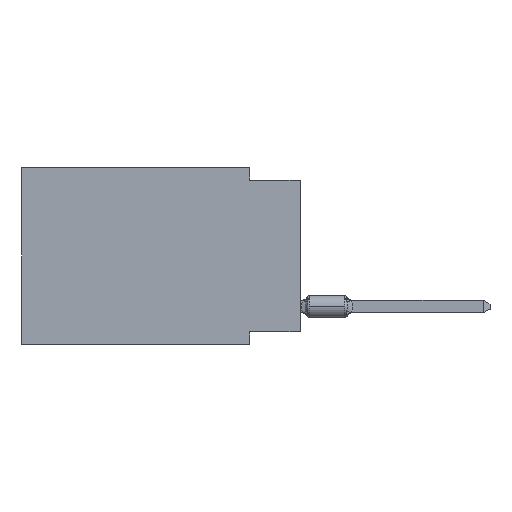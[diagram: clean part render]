
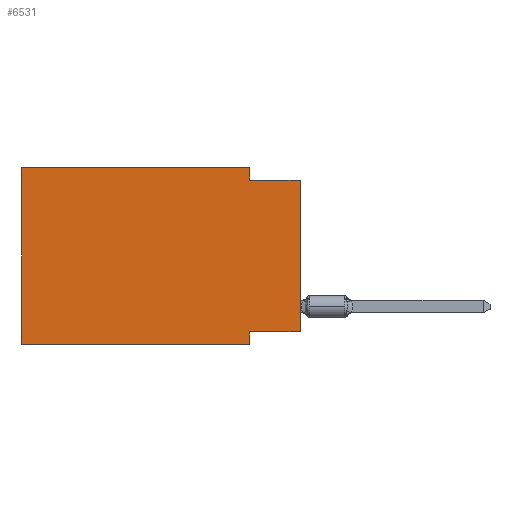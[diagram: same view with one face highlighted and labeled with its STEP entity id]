
A CAD part, left-side view. The second image highlights one B-rep face of the part: STEP entity #6531.
In plain terms, the highlighted planar face has unit normal (-1, 0, 0).
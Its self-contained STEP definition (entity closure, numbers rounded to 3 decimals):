
#749 = CARTESIAN_POINT ( 'NONE',  ( 0., 0., -0.635 ) ) ;
#794 = CARTESIAN_POINT ( 'NONE',  ( 0., 2.54, -8.255 ) ) ;
#804 = EDGE_CURVE ( 'NONE', #14198, #14673, #9642, .T. ) ;
#1653 = CARTESIAN_POINT ( 'NONE',  ( 0., 2.54, 0. ) ) ;
#1693 = PLANE ( 'NONE',  #14300 ) ;
#1978 = CARTESIAN_POINT ( 'NONE',  ( 0., 2.54, 0. ) ) ;
#2671 = ORIENTED_EDGE ( 'NONE', *, *, #5742, .F. ) ;
#2710 = ORIENTED_EDGE ( 'NONE', *, *, #7920, .T. ) ;
#3213 = EDGE_CURVE ( 'NONE', #5263, #15748, #17304, .T. ) ;
#3470 = VECTOR ( 'NONE', #18886, 1000. ) ;
#3629 = LINE ( 'NONE', #19558, #6519 ) ;
#3750 = DIRECTION ( 'NONE',  ( 1., 0., 0. ) ) ;
#3902 = CARTESIAN_POINT ( 'NONE',  ( 0., 2.54, -8.89 ) ) ;
#3979 = LINE ( 'NONE', #5790, #20971 ) ;
#4751 = ORIENTED_EDGE ( 'NONE', *, *, #804, .F. ) ;
#5044 = CARTESIAN_POINT ( 'NONE',  ( 0., 13.97, 0. ) ) ;
#5263 = VERTEX_POINT ( 'NONE', #11340 ) ;
#5742 = EDGE_CURVE ( 'NONE', #24120, #22897, #13613, .T. ) ;
#5790 = CARTESIAN_POINT ( 'NONE',  ( 0., 0., 0. ) ) ;
#5798 = LINE ( 'NONE', #15942, #9722 ) ;
#6326 = DIRECTION ( 'NONE',  ( 0., 0., 1. ) ) ;
#6435 = DIRECTION ( 'NONE',  ( 0., -1., 0. ) ) ;
#6519 = VECTOR ( 'NONE', #11481, 1000. ) ;
#6531 = ADVANCED_FACE ( 'NONE', ( #17766 ), #1693, .F. ) ;
#7616 = CARTESIAN_POINT ( 'NONE',  ( 0., 13.97, 0. ) ) ;
#7767 = CARTESIAN_POINT ( 'NONE',  ( 0., 2.54, -0.635 ) ) ;
#7920 = EDGE_CURVE ( 'NONE', #14198, #11243, #3979, .T. ) ;
#9060 = ORIENTED_EDGE ( 'NONE', *, *, #3213, .F. ) ;
#9107 = EDGE_CURVE ( 'NONE', #5263, #17341, #13412, .T. ) ;
#9642 = LINE ( 'NONE', #17345, #3470 ) ;
#9656 = ORIENTED_EDGE ( 'NONE', *, *, #20346, .F. ) ;
#9722 = VECTOR ( 'NONE', #23891, 1000. ) ;
#9736 = EDGE_LOOP ( 'NONE', ( #2710, #18652, #2671, #16544, #9060, #19599, #9656, #4751 ) ) ;
#11243 = VERTEX_POINT ( 'NONE', #749 ) ;
#11340 = CARTESIAN_POINT ( 'NONE',  ( 0., 13.97, -8.89 ) ) ;
#11481 = DIRECTION ( 'NONE',  ( 0., 0., -1. ) ) ;
#12824 = DIRECTION ( 'NONE',  ( 0., 0., 1. ) ) ;
#13412 = LINE ( 'NONE', #17527, #22249 ) ;
#13530 = DIRECTION ( 'NONE',  ( 0., 0., -1. ) ) ;
#13613 = LINE ( 'NONE', #1653, #15499 ) ;
#13795 = DIRECTION ( 'NONE',  ( 0., -1., 0. ) ) ;
#14198 = VERTEX_POINT ( 'NONE', #17048 ) ;
#14300 = AXIS2_PLACEMENT_3D ( 'NONE', #7616, #3750, #13530 ) ;
#14673 = VERTEX_POINT ( 'NONE', #794 ) ;
#15499 = VECTOR ( 'NONE', #21185, 1000. ) ;
#15748 = VERTEX_POINT ( 'NONE', #5044 ) ;
#15942 = CARTESIAN_POINT ( 'NONE',  ( 0., 0., -0.635 ) ) ;
#16051 = EDGE_CURVE ( 'NONE', #22897, #11243, #5798, .T. ) ;
#16544 = ORIENTED_EDGE ( 'NONE', *, *, #23483, .F. ) ;
#17048 = CARTESIAN_POINT ( 'NONE',  ( 0., 0., -8.255 ) ) ;
#17304 = LINE ( 'NONE', #24634, #25281 ) ;
#17341 = VERTEX_POINT ( 'NONE', #3902 ) ;
#17345 = CARTESIAN_POINT ( 'NONE',  ( 0., 0., -8.255 ) ) ;
#17527 = CARTESIAN_POINT ( 'NONE',  ( 0., 13.97, -8.89 ) ) ;
#17766 = FACE_OUTER_BOUND ( 'NONE', #9736, .T. ) ;
#18001 = CARTESIAN_POINT ( 'NONE',  ( 0., 13.97, 0. ) ) ;
#18652 = ORIENTED_EDGE ( 'NONE', *, *, #16051, .F. ) ;
#18886 = DIRECTION ( 'NONE',  ( 0., 1., 0. ) ) ;
#19311 = VECTOR ( 'NONE', #6435, 1000. ) ;
#19558 = CARTESIAN_POINT ( 'NONE',  ( 0., 2.54, -8.89 ) ) ;
#19599 = ORIENTED_EDGE ( 'NONE', *, *, #9107, .T. ) ;
#20346 = EDGE_CURVE ( 'NONE', #14673, #17341, #3629, .T. ) ;
#20971 = VECTOR ( 'NONE', #6326, 1000. ) ;
#21185 = DIRECTION ( 'NONE',  ( 0., 0., -1. ) ) ;
#22249 = VECTOR ( 'NONE', #13795, 1000. ) ;
#22897 = VERTEX_POINT ( 'NONE', #7767 ) ;
#23483 = EDGE_CURVE ( 'NONE', #15748, #24120, #24031, .T. ) ;
#23891 = DIRECTION ( 'NONE',  ( 0., -1., 0. ) ) ;
#24031 = LINE ( 'NONE', #18001, #19311 ) ;
#24120 = VERTEX_POINT ( 'NONE', #1978 ) ;
#24634 = CARTESIAN_POINT ( 'NONE',  ( 0., 13.97, 0. ) ) ;
#25281 = VECTOR ( 'NONE', #12824, 1000. ) ;
